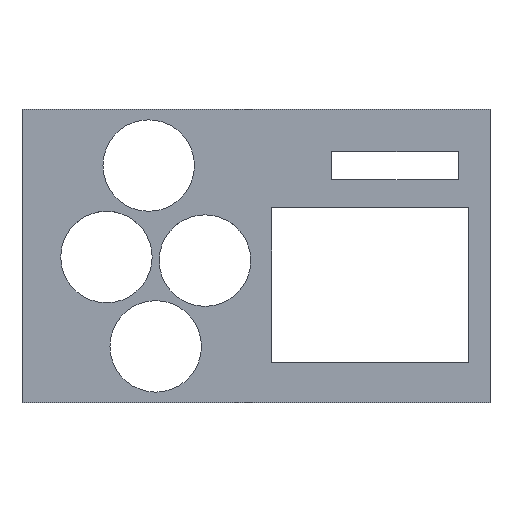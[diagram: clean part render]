
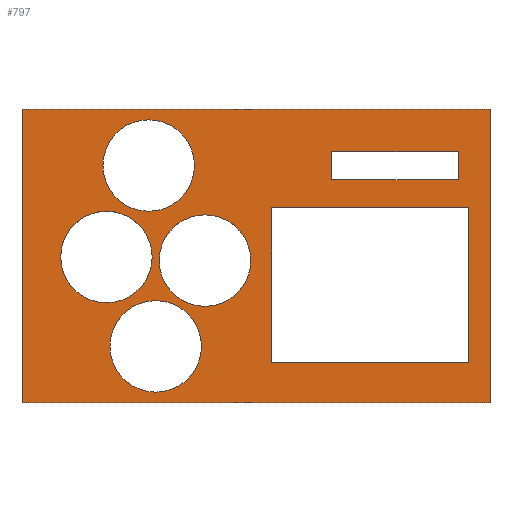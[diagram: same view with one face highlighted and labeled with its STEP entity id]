
A CAD part, top view. The second image highlights one B-rep face of the part: STEP entity #797.
In plain terms, the highlighted planar face has unit normal (0, 0, 1).
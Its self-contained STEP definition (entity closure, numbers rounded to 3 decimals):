
#22=FACE_BOUND('',#147,.T.);
#23=FACE_BOUND('',#148,.T.);
#24=FACE_BOUND('',#149,.T.);
#25=FACE_BOUND('',#150,.T.);
#26=FACE_BOUND('',#151,.T.);
#27=FACE_BOUND('',#152,.T.);
#53=PLANE('',#890);
#96=FACE_OUTER_BOUND('',#146,.T.);
#146=EDGE_LOOP('',(#721,#722,#723,#724));
#147=EDGE_LOOP('',(#725));
#148=EDGE_LOOP('',(#726,#727,#728,#729));
#149=EDGE_LOOP('',(#730,#731,#732,#733));
#150=EDGE_LOOP('',(#734));
#151=EDGE_LOOP('',(#735));
#152=EDGE_LOOP('',(#736));
#202=LINE('',#1287,#277);
#205=LINE('',#1292,#280);
#207=LINE('',#1296,#282);
#208=LINE('',#1298,#283);
#213=LINE('',#1315,#288);
#215=LINE('',#1319,#290);
#217=LINE('',#1323,#292);
#219=LINE('',#1326,#294);
#222=LINE('',#1335,#297);
#224=LINE('',#1339,#299);
#226=LINE('',#1343,#301);
#228=LINE('',#1346,#303);
#277=VECTOR('',#1058,10.);
#280=VECTOR('',#1063,10.);
#282=VECTOR('',#1067,10.);
#283=VECTOR('',#1070,10.);
#288=VECTOR('',#1089,10.);
#290=VECTOR('',#1093,10.);
#292=VECTOR('',#1097,10.);
#294=VECTOR('',#1101,10.);
#297=VECTOR('',#1110,10.);
#299=VECTOR('',#1114,10.);
#301=VECTOR('',#1118,10.);
#303=VECTOR('',#1122,10.);
#336=CIRCLE('',#875,6.5);
#337=CIRCLE('',#877,6.5);
#338=CIRCLE('',#879,6.5);
#339=CIRCLE('',#885,6.5);
#391=VERTEX_POINT('',#1284);
#392=VERTEX_POINT('',#1286);
#393=VERTEX_POINT('',#1290);
#394=VERTEX_POINT('',#1294);
#395=VERTEX_POINT('',#1300);
#396=VERTEX_POINT('',#1304);
#397=VERTEX_POINT('',#1308);
#398=VERTEX_POINT('',#1312);
#399=VERTEX_POINT('',#1314);
#400=VERTEX_POINT('',#1318);
#401=VERTEX_POINT('',#1322);
#402=VERTEX_POINT('',#1328);
#403=VERTEX_POINT('',#1332);
#404=VERTEX_POINT('',#1334);
#405=VERTEX_POINT('',#1338);
#406=VERTEX_POINT('',#1342);
#487=EDGE_CURVE('',#392,#391,#202,.T.);
#490=EDGE_CURVE('',#391,#393,#205,.T.);
#492=EDGE_CURVE('',#393,#394,#207,.T.);
#493=EDGE_CURVE('',#394,#392,#208,.T.);
#494=EDGE_CURVE('',#395,#395,#336,.T.);
#496=EDGE_CURVE('',#396,#396,#337,.T.);
#498=EDGE_CURVE('',#397,#397,#338,.T.);
#501=EDGE_CURVE('',#399,#398,#213,.T.);
#503=EDGE_CURVE('',#400,#399,#215,.T.);
#505=EDGE_CURVE('',#401,#400,#217,.T.);
#507=EDGE_CURVE('',#398,#401,#219,.T.);
#508=EDGE_CURVE('',#402,#402,#339,.T.);
#511=EDGE_CURVE('',#404,#403,#222,.T.);
#513=EDGE_CURVE('',#405,#404,#224,.T.);
#515=EDGE_CURVE('',#406,#405,#226,.T.);
#517=EDGE_CURVE('',#403,#406,#228,.T.);
#721=ORIENTED_EDGE('',*,*,#517,.T.);
#722=ORIENTED_EDGE('',*,*,#515,.T.);
#723=ORIENTED_EDGE('',*,*,#513,.T.);
#724=ORIENTED_EDGE('',*,*,#511,.T.);
#725=ORIENTED_EDGE('',*,*,#508,.T.);
#726=ORIENTED_EDGE('',*,*,#492,.T.);
#727=ORIENTED_EDGE('',*,*,#493,.T.);
#728=ORIENTED_EDGE('',*,*,#487,.T.);
#729=ORIENTED_EDGE('',*,*,#490,.T.);
#730=ORIENTED_EDGE('',*,*,#507,.T.);
#731=ORIENTED_EDGE('',*,*,#505,.T.);
#732=ORIENTED_EDGE('',*,*,#503,.T.);
#733=ORIENTED_EDGE('',*,*,#501,.T.);
#734=ORIENTED_EDGE('',*,*,#498,.T.);
#735=ORIENTED_EDGE('',*,*,#496,.T.);
#736=ORIENTED_EDGE('',*,*,#494,.T.);
#797=ADVANCED_FACE('',(#96,#22,#23,#24,#25,#26,#27),#53,.T.);
#875=AXIS2_PLACEMENT_3D('',#1301,#1073,#1074);
#877=AXIS2_PLACEMENT_3D('',#1305,#1078,#1079);
#879=AXIS2_PLACEMENT_3D('',#1309,#1083,#1084);
#885=AXIS2_PLACEMENT_3D('',#1329,#1104,#1105);
#890=AXIS2_PLACEMENT_3D('',#1347,#1123,#1124);
#1058=DIRECTION('',(0.,1.,0.));
#1063=DIRECTION('',(1.,0.,0.));
#1067=DIRECTION('',(0.,-1.,0.));
#1070=DIRECTION('',(-1.,0.,0.));
#1073=DIRECTION('center_axis',(0.,0.,-1.));
#1074=DIRECTION('ref_axis',(1.,0.,0.));
#1078=DIRECTION('center_axis',(0.,0.,-1.));
#1079=DIRECTION('ref_axis',(1.,0.,0.));
#1083=DIRECTION('center_axis',(0.,0.,-1.));
#1084=DIRECTION('ref_axis',(1.,0.,0.));
#1089=DIRECTION('',(0.,1.,0.));
#1093=DIRECTION('',(-1.,0.,0.));
#1097=DIRECTION('',(0.,-1.,0.));
#1101=DIRECTION('',(1.,0.,0.));
#1104=DIRECTION('center_axis',(0.,0.,-1.));
#1105=DIRECTION('ref_axis',(1.,0.,0.));
#1110=DIRECTION('',(1.,0.,0.));
#1114=DIRECTION('',(0.,-1.,0.));
#1118=DIRECTION('',(-1.,0.,0.));
#1122=DIRECTION('',(0.,1.,0.));
#1123=DIRECTION('center_axis',(0.,0.,1.));
#1124=DIRECTION('ref_axis',(1.,0.,0.));
#1284=CARTESIAN_POINT('',(2.25,6.85,3.));
#1286=CARTESIAN_POINT('',(2.25,-15.15,3.));
#1287=CARTESIAN_POINT('',(2.25,6.85,3.));
#1290=CARTESIAN_POINT('',(30.25,6.85,3.));
#1292=CARTESIAN_POINT('',(30.25,6.85,3.));
#1294=CARTESIAN_POINT('',(30.25,-15.15,3.));
#1296=CARTESIAN_POINT('',(30.25,-15.15,3.));
#1298=CARTESIAN_POINT('',(2.25,-15.15,3.));
#1300=CARTESIAN_POINT('',(-21.75,12.85,3.));
#1301=CARTESIAN_POINT('Origin',(-15.25,12.85,3.));
#1304=CARTESIAN_POINT('',(-27.75,-0.15,3.));
#1305=CARTESIAN_POINT('Origin',(-21.25,-0.15,3.));
#1308=CARTESIAN_POINT('',(-20.75,-12.85,3.));
#1309=CARTESIAN_POINT('Origin',(-14.25,-12.85,3.));
#1312=CARTESIAN_POINT('',(10.75,14.85,3.));
#1314=CARTESIAN_POINT('',(10.75,10.85,3.));
#1315=CARTESIAN_POINT('',(10.75,10.85,3.));
#1318=CARTESIAN_POINT('',(28.75,10.85,3.));
#1319=CARTESIAN_POINT('',(28.75,10.85,3.));
#1322=CARTESIAN_POINT('',(28.75,14.85,3.));
#1323=CARTESIAN_POINT('',(28.75,14.85,3.));
#1326=CARTESIAN_POINT('',(10.75,14.85,3.));
#1328=CARTESIAN_POINT('',(-13.75,-0.65,3.));
#1329=CARTESIAN_POINT('Origin',(-7.25,-0.65,3.));
#1332=CARTESIAN_POINT('',(33.25,-20.85,3.));
#1334=CARTESIAN_POINT('',(-33.25,-20.85,3.));
#1335=CARTESIAN_POINT('',(-33.25,-20.85,3.));
#1338=CARTESIAN_POINT('',(-33.25,20.85,3.));
#1339=CARTESIAN_POINT('',(-33.25,20.85,3.));
#1342=CARTESIAN_POINT('',(33.25,20.85,3.));
#1343=CARTESIAN_POINT('',(33.25,20.85,3.));
#1346=CARTESIAN_POINT('',(33.25,-20.85,3.));
#1347=CARTESIAN_POINT('Origin',(0.,0.,3.));
